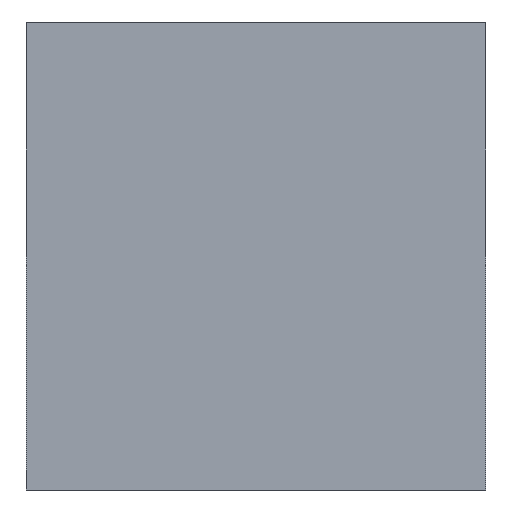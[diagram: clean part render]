
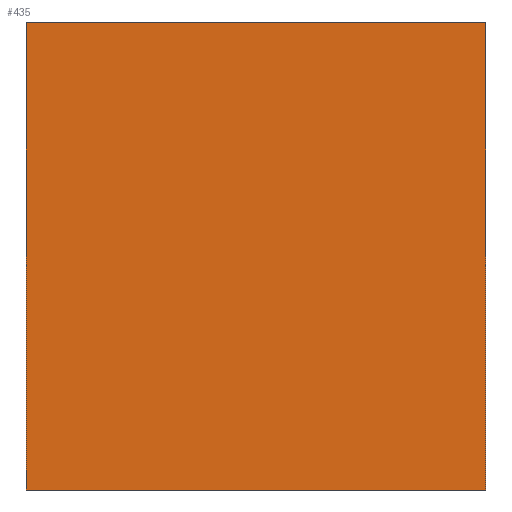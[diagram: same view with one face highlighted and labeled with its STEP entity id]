
A CAD part, left-side view. The second image highlights one B-rep face of the part: STEP entity #435.
In plain terms, the highlighted planar face has unit normal (-1, 0, 0).
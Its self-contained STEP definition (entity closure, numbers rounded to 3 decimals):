
#102=PLANE('',#6593);
#435=ADVANCED_FACE('',(#768),#102,.T.);
#768=FACE_OUTER_BOUND('',#1101,.F.);
#1101=EDGE_LOOP('',(#2863,#2864,#2865,#2866));
#2863=ORIENTED_EDGE('',*,*,#4489,.F.);
#2864=ORIENTED_EDGE('',*,*,#4525,.F.);
#2865=ORIENTED_EDGE('',*,*,#4494,.T.);
#2866=ORIENTED_EDGE('',*,*,#4556,.T.);
#3266=LINE('',#8573,#3607);
#3271=LINE('',#8578,#3612);
#3282=LINE('',#8609,#3623);
#3291=LINE('',#8640,#3632);
#3607=VECTOR('',#6647,63.5);
#3612=VECTOR('',#6652,63.5);
#3623=VECTOR('',#6703,62.3);
#3632=VECTOR('',#6756,62.3);
#4489=EDGE_CURVE('',#6060,#6059,#3266,.T.);
#4494=EDGE_CURVE('',#6054,#6056,#3271,.T.);
#4525=EDGE_CURVE('',#6054,#6060,#3282,.T.);
#4556=EDGE_CURVE('',#6056,#6059,#3291,.T.);
#6054=VERTEX_POINT('',#8343);
#6056=VERTEX_POINT('',#8345);
#6059=VERTEX_POINT('',#8348);
#6060=VERTEX_POINT('',#8349);
#6593=AXIS2_PLACEMENT_3D('',#60175,#7752,#7753);
#6647=DIRECTION('',(0.,0.,-1.));
#6652=DIRECTION('',(0.,0.,-1.));
#6703=DIRECTION('',(0.,1.,0.));
#6756=DIRECTION('',(0.,1.,0.));
#7752=DIRECTION('',(-1.,0.,0.));
#7753=DIRECTION('',(0.,0.,-1.));
#8343=CARTESIAN_POINT('',(-94.,0.,31.75));
#8345=CARTESIAN_POINT('',(-94.,0.,-31.75));
#8348=CARTESIAN_POINT('',(-94.,62.3,-31.75));
#8349=CARTESIAN_POINT('',(-94.,62.3,31.75));
#8573=CARTESIAN_POINT('',(-94.,62.3,31.75));
#8578=CARTESIAN_POINT('',(-94.,0.,31.75));
#8609=CARTESIAN_POINT('',(-94.,0.,31.75));
#8640=CARTESIAN_POINT('',(-94.,0.,-31.75));
#60175=CARTESIAN_POINT('',(-94.,65.475,34.925));
